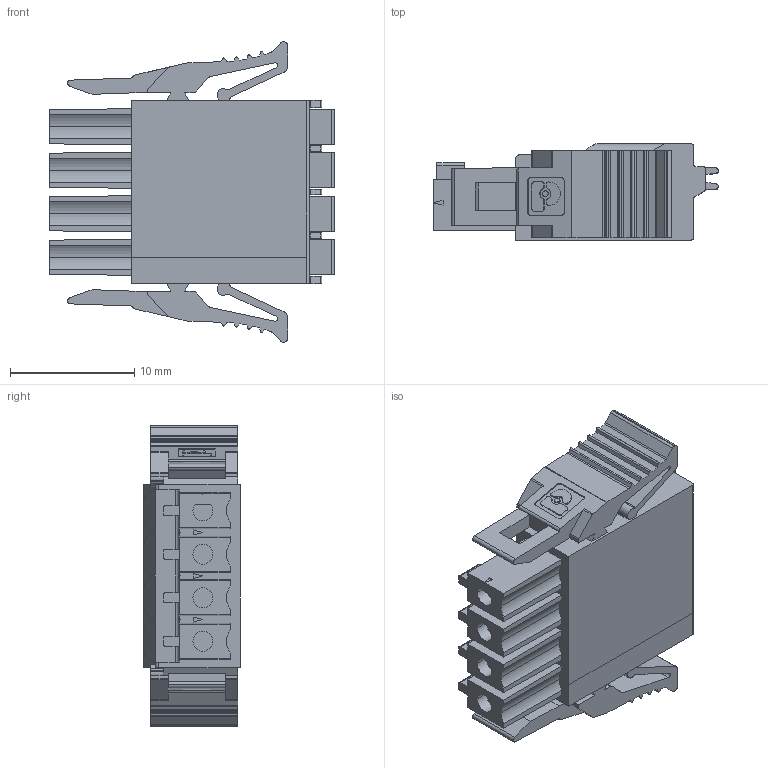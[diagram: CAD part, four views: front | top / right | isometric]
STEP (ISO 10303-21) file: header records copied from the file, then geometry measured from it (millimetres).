
FILE_DESCRIPTION(('SolidDesigner STEP Export'),'2;1');
FILE_NAME('fmc_1.5-4-st-3.5-rf.stp','2003-03-21T17:53:15',(''),(''),'OneSpaceDesigner STEP processor Version: 9.0 (March 2001)for AP214(CD)(Solid Model)','CoCreate OneSpaceDesigner: 11.50A 18-Jul-2002(C) CoCreate Software GmbH','');
FILE_SCHEMA(('AUTOMOTIVE_DESIGN_CC2 {1 2 10303 214 -1 1 5 1}'));
Length unit declared in the file: millimetre
Products named in the file (2): fmc_1.5-4-st-3.5-rf
Assembly tree (1 placements, depth 2):
  fmc_1.5-4-st-3.5-rf
    fmc_1.5-4-st-3.5-rf
Bounding box: 22.9 x 7.75 x 24.15 mm (x, y, z)
Volume: 2069 mm3; surface area: 2351.4 mm2
Topology: 1 solids, 1 shells, 529 faces, 1500 edges, 986 vertices
Faces by surface type: plane 313, cylinder 192, cone 16, torus 8
Entity records: 20828 total; most frequent: CARTESIAN_POINT 3054, ORIENTED_EDGE 3000, DIRECTION 2696, EDGE_CURVE 1500, VECTOR 1024, LINE 1024, VERTEX_POINT 986, AXIS2_PLACEMENT_3D 836
